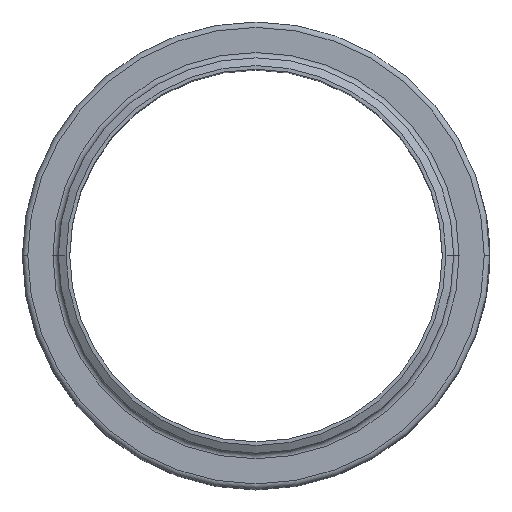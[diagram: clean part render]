
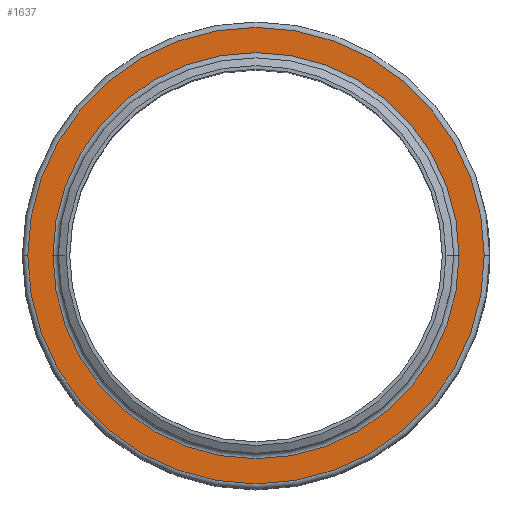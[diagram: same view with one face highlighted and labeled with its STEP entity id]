
A CAD part, top view. The second image highlights one B-rep face of the part: STEP entity #1637.
In plain terms, the highlighted planar face has unit normal (0, 0, 1).
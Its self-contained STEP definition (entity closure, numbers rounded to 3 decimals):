
#194 = CARTESIAN_POINT ( 'NONE',  ( -126.5, 0., -37.5 ) ) ;
#404 = CARTESIAN_POINT ( 'NONE',  ( 0., 0., -37.5 ) ) ;
#1637 = ADVANCED_FACE ( 'NONE', ( #27660, #16720 ), #6372, .F. ) ;
#1693 = ORIENTED_EDGE ( 'NONE', *, *, #4704, .T. ) ;
#2042 = CARTESIAN_POINT ( 'NONE',  ( 0., 0., -37.5 ) ) ;
#2742 = ORIENTED_EDGE ( 'NONE', *, *, #12410, .T. ) ;
#4475 = ORIENTED_EDGE ( 'NONE', *, *, #5438, .T. ) ;
#4704 = EDGE_CURVE ( 'NONE', #18911, #11773, #10733, .T. ) ;
#5438 = EDGE_CURVE ( 'NONE', #7843, #24094, #11665, .T. ) ;
#6083 = DIRECTION ( 'NONE',  ( 0., 0., -1. ) ) ;
#6372 = PLANE ( 'NONE',  #21301 ) ;
#6385 = EDGE_LOOP ( 'NONE', ( #8289, #4475 ) ) ;
#6802 = CARTESIAN_POINT ( 'NONE',  ( 112.55, 0., -37.5 ) ) ;
#7843 = VERTEX_POINT ( 'NONE', #19459 ) ;
#8289 = ORIENTED_EDGE ( 'NONE', *, *, #26425, .T. ) ;
#8417 = DIRECTION ( 'NONE',  ( -1., 0., 0. ) ) ;
#9493 = AXIS2_PLACEMENT_3D ( 'NONE', #2042, #27714, #8417 ) ;
#9938 = CIRCLE ( 'NONE', #9493, 112.55 ) ;
#10733 = CIRCLE ( 'NONE', #26617, 112.55 ) ;
#11227 = DIRECTION ( 'NONE',  ( 0., 0., 1. ) ) ;
#11665 = CIRCLE ( 'NONE', #23426, 126.5 ) ;
#11773 = VERTEX_POINT ( 'NONE', #6802 ) ;
#12410 = EDGE_CURVE ( 'NONE', #11773, #18911, #9938, .T. ) ;
#16179 = DIRECTION ( 'NONE',  ( -1., 0., 0. ) ) ;
#16720 = FACE_OUTER_BOUND ( 'NONE', #6385, .T. ) ;
#17948 = AXIS2_PLACEMENT_3D ( 'NONE', #20153, #11227, #16179 ) ;
#18037 = EDGE_LOOP ( 'NONE', ( #1693, #2742 ) ) ;
#18660 = CARTESIAN_POINT ( 'NONE',  ( 0., 0., -37.5 ) ) ;
#18796 = DIRECTION ( 'NONE',  ( -1., 0., 0. ) ) ;
#18911 = VERTEX_POINT ( 'NONE', #19422 ) ;
#18937 = DIRECTION ( 'NONE',  ( 0., 0., 1. ) ) ;
#19422 = CARTESIAN_POINT ( 'NONE',  ( -112.55, 0., -37.5 ) ) ;
#19459 = CARTESIAN_POINT ( 'NONE',  ( 126.5, 0., -37.5 ) ) ;
#20153 = CARTESIAN_POINT ( 'NONE',  ( 0., 0., -37.5 ) ) ;
#21261 = CARTESIAN_POINT ( 'NONE',  ( 0., 109.55, -37.5 ) ) ;
#21301 = AXIS2_PLACEMENT_3D ( 'NONE', #21261, #6083, #25955 ) ;
#22498 = DIRECTION ( 'NONE',  ( 0., 0., -1. ) ) ;
#23426 = AXIS2_PLACEMENT_3D ( 'NONE', #18660, #18937, #18796 ) ;
#24094 = VERTEX_POINT ( 'NONE', #194 ) ;
#24780 = DIRECTION ( 'NONE',  ( -1., 0., 0. ) ) ;
#25955 = DIRECTION ( 'NONE',  ( -1., 0., 0. ) ) ;
#26425 = EDGE_CURVE ( 'NONE', #24094, #7843, #27481, .T. ) ;
#26617 = AXIS2_PLACEMENT_3D ( 'NONE', #404, #22498, #24780 ) ;
#27481 = CIRCLE ( 'NONE', #17948, 126.5 ) ;
#27660 = FACE_BOUND ( 'NONE', #18037, .T. ) ;
#27714 = DIRECTION ( 'NONE',  ( 0., 0., -1. ) ) ;
